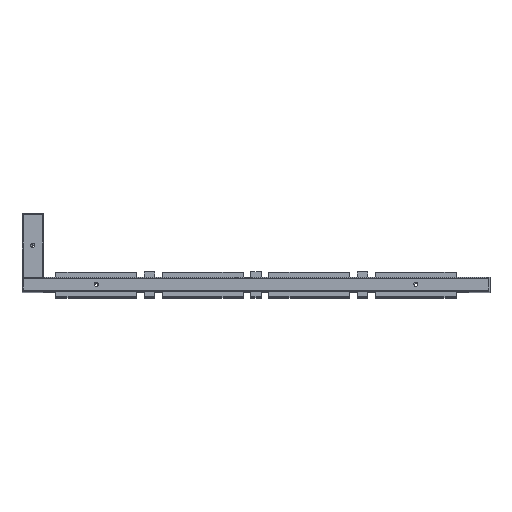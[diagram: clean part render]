
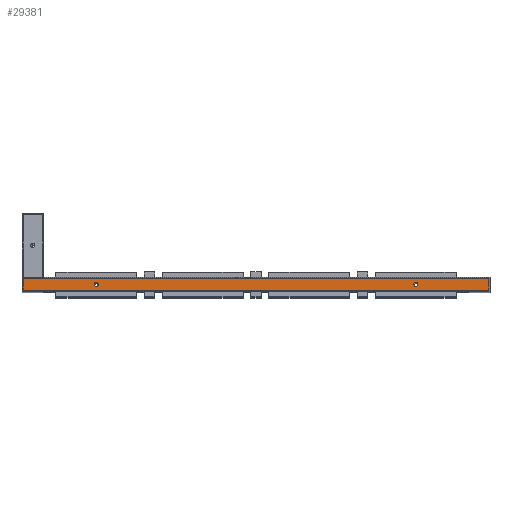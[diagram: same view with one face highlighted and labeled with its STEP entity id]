
A CAD part, top view. The second image highlights one B-rep face of the part: STEP entity #29381.
In plain terms, the highlighted free-form (B-spline) face has degree [1, 1] with [2, 2] control points.
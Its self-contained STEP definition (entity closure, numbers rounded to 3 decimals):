
#29250 = VERTEX_POINT('',#29251);
#29251 = CARTESIAN_POINT('',(-1338.876,15.53,0.));
#29266 = VERTEX_POINT('',#29267);
#29267 = CARTESIAN_POINT('',(136.439,15.53,0.));
#29272 = EDGE_CURVE('',#29266,#29250,#29273,.T.);
#29273 = B_SPLINE_CURVE_WITH_KNOTS('',1,(#29274,#29275),.UNSPECIFIED.,
  .F.,.F.,(2,2),(0.,1330.),.PIECEWISE_BEZIER_KNOTS.);
#29274 = CARTESIAN_POINT('',(136.439,15.53,0.));
#29275 = CARTESIAN_POINT('',(-1338.876,15.53,0.));
#29286 = VERTEX_POINT('',#29287);
#29287 = CARTESIAN_POINT('',(136.439,59.9,0.));
#29302 = VERTEX_POINT('',#29303);
#29303 = CARTESIAN_POINT('',(-1338.876,59.9,0.));
#29308 = EDGE_CURVE('',#29286,#29302,#29309,.T.);
#29309 = B_SPLINE_CURVE_WITH_KNOTS('',1,(#29310,#29311),.UNSPECIFIED.,
  .F.,.F.,(2,2),(0.,1330.),.PIECEWISE_BEZIER_KNOTS.);
#29310 = CARTESIAN_POINT('',(136.439,59.9,0.));
#29311 = CARTESIAN_POINT('',(-1338.876,59.9,0.));
#29381 = ADVANCED_FACE('',(#29382,#29396,#29418),#29440,.F.);
#29382 = FACE_BOUND('',#29383,.T.);
#29383 = EDGE_LOOP('',(#29384,#29389,#29390,#29395));
#29384 = ORIENTED_EDGE('',*,*,#29385,.T.);
#29385 = EDGE_CURVE('',#29302,#29250,#29386,.T.);
#29386 = B_SPLINE_CURVE_WITH_KNOTS('',1,(#29387,#29388),.UNSPECIFIED.,
  .F.,.F.,(2,2),(-54.,-14.),.PIECEWISE_BEZIER_KNOTS.);
#29387 = CARTESIAN_POINT('',(-1338.876,59.9,0.));
#29388 = CARTESIAN_POINT('',(-1338.876,15.53,0.));
#29389 = ORIENTED_EDGE('',*,*,#29272,.F.);
#29390 = ORIENTED_EDGE('',*,*,#29391,.F.);
#29391 = EDGE_CURVE('',#29286,#29266,#29392,.T.);
#29392 = B_SPLINE_CURVE_WITH_KNOTS('',1,(#29393,#29394),.UNSPECIFIED.,
  .F.,.F.,(2,2),(-54.,-14.),.PIECEWISE_BEZIER_KNOTS.);
#29393 = CARTESIAN_POINT('',(136.439,59.9,0.));
#29394 = CARTESIAN_POINT('',(136.439,15.53,0.));
#29395 = ORIENTED_EDGE('',*,*,#29308,.T.);
#29396 = FACE_BOUND('',#29397,.T.);
#29397 = EDGE_LOOP('',(#29398,#29410));
#29398 = ORIENTED_EDGE('',*,*,#29399,.T.);
#29399 = EDGE_CURVE('',#29400,#29402,#29404,.T.);
#29400 = VERTEX_POINT('',#29401);
#29401 = CARTESIAN_POINT('',(-104.548,37.715,0.));
#29402 = VERTEX_POINT('',#29403);
#29403 = CARTESIAN_POINT('',(-91.237,37.715,0.));
#29404 = ( BOUNDED_CURVE() B_SPLINE_CURVE(2,(#29405,#29406,#29407,#29408
,#29409),.UNSPECIFIED.,.F.,.F.) B_SPLINE_CURVE_WITH_KNOTS((3,2,3),(0.,
1.571,3.142),.PIECEWISE_BEZIER_KNOTS.) CURVE() 
GEOMETRIC_REPRESENTATION_ITEM() RATIONAL_B_SPLINE_CURVE((1.,
0.707,1.,0.707,1.)) REPRESENTATION_ITEM('') );
#29405 = CARTESIAN_POINT('',(-104.548,37.715,0.));
#29406 = CARTESIAN_POINT('',(-104.548,44.37,0.));
#29407 = CARTESIAN_POINT('',(-97.892,44.37,0.));
#29408 = CARTESIAN_POINT('',(-91.237,44.37,0.));
#29409 = CARTESIAN_POINT('',(-91.237,37.715,0.));
#29410 = ORIENTED_EDGE('',*,*,#29411,.T.);
#29411 = EDGE_CURVE('',#29402,#29400,#29412,.T.);
#29412 = ( BOUNDED_CURVE() B_SPLINE_CURVE(2,(#29413,#29414,#29415,#29416
,#29417),.UNSPECIFIED.,.F.,.F.) B_SPLINE_CURVE_WITH_KNOTS((3,2,3),(
    3.142,4.712,6.283),
.PIECEWISE_BEZIER_KNOTS.) CURVE() GEOMETRIC_REPRESENTATION_ITEM() 
RATIONAL_B_SPLINE_CURVE((1.,0.707,1.,0.707,1.)) 
REPRESENTATION_ITEM('') );
#29413 = CARTESIAN_POINT('',(-91.237,37.715,0.));
#29414 = CARTESIAN_POINT('',(-91.237,31.059,0.));
#29415 = CARTESIAN_POINT('',(-97.892,31.059,0.));
#29416 = CARTESIAN_POINT('',(-104.548,31.059,0.));
#29417 = CARTESIAN_POINT('',(-104.548,37.715,0.));
#29418 = FACE_BOUND('',#29419,.T.);
#29419 = EDGE_LOOP('',(#29420,#29432));
#29420 = ORIENTED_EDGE('',*,*,#29421,.T.);
#29421 = EDGE_CURVE('',#29422,#29424,#29426,.T.);
#29422 = VERTEX_POINT('',#29423);
#29423 = CARTESIAN_POINT('',(-1111.2,37.715,0.));
#29424 = VERTEX_POINT('',#29425);
#29425 = CARTESIAN_POINT('',(-1097.889,37.715,0.));
#29426 = ( BOUNDED_CURVE() B_SPLINE_CURVE(2,(#29427,#29428,#29429,#29430
,#29431),.UNSPECIFIED.,.F.,.F.) B_SPLINE_CURVE_WITH_KNOTS((3,2,3),(0.,
1.571,3.142),.PIECEWISE_BEZIER_KNOTS.) CURVE() 
GEOMETRIC_REPRESENTATION_ITEM() RATIONAL_B_SPLINE_CURVE((1.,
0.707,1.,0.707,1.)) REPRESENTATION_ITEM('') );
#29427 = CARTESIAN_POINT('',(-1111.2,37.715,0.));
#29428 = CARTESIAN_POINT('',(-1111.2,44.37,0.));
#29429 = CARTESIAN_POINT('',(-1104.545,44.37,0.));
#29430 = CARTESIAN_POINT('',(-1097.889,44.37,0.));
#29431 = CARTESIAN_POINT('',(-1097.889,37.715,0.));
#29432 = ORIENTED_EDGE('',*,*,#29433,.T.);
#29433 = EDGE_CURVE('',#29424,#29422,#29434,.T.);
#29434 = ( BOUNDED_CURVE() B_SPLINE_CURVE(2,(#29435,#29436,#29437,#29438
,#29439),.UNSPECIFIED.,.F.,.F.) B_SPLINE_CURVE_WITH_KNOTS((3,2,3),(
    3.142,4.712,6.283),
.PIECEWISE_BEZIER_KNOTS.) CURVE() GEOMETRIC_REPRESENTATION_ITEM() 
RATIONAL_B_SPLINE_CURVE((1.,0.707,1.,0.707,1.)) 
REPRESENTATION_ITEM('') );
#29435 = CARTESIAN_POINT('',(-1097.889,37.715,0.));
#29436 = CARTESIAN_POINT('',(-1097.889,31.059,0.));
#29437 = CARTESIAN_POINT('',(-1104.545,31.059,0.));
#29438 = CARTESIAN_POINT('',(-1111.2,31.059,0.));
#29439 = CARTESIAN_POINT('',(-1111.2,37.715,0.));
#29440 = B_SPLINE_SURFACE_WITH_KNOTS('',1,1,(
    (#29441,#29442)
    ,(#29443,#29444
    )),.UNSPECIFIED.,.F.,.F.,.F.,(2,2),(2,2),(-40.,0.),(0.,1330.),
  .PIECEWISE_BEZIER_KNOTS.);
#29441 = CARTESIAN_POINT('',(136.439,59.9,0.));
#29442 = CARTESIAN_POINT('',(-1338.876,59.9,0.));
#29443 = CARTESIAN_POINT('',(136.439,15.53,0.));
#29444 = CARTESIAN_POINT('',(-1338.876,15.53,0.));
